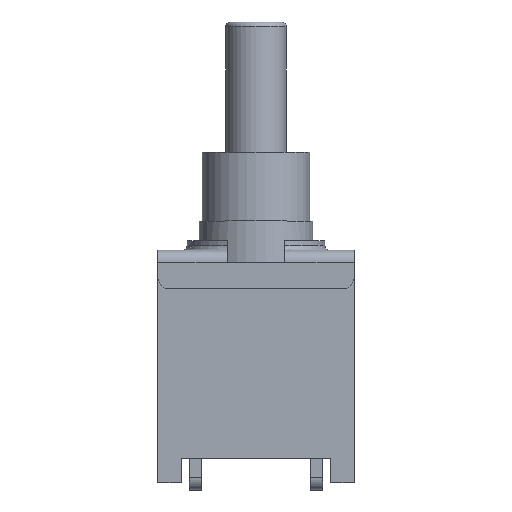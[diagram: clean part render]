
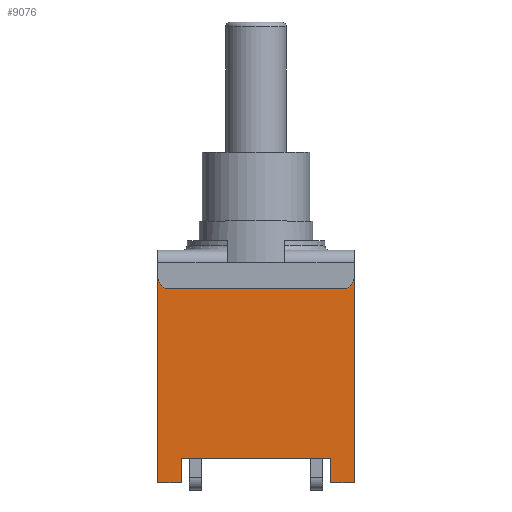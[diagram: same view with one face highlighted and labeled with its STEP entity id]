
A CAD part, top view. The second image highlights one B-rep face of the part: STEP entity #9076.
In plain terms, the highlighted planar face has unit normal (0, 0, 1).
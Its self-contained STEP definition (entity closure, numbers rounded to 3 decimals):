
#1891 = PLANE('',#1892);
#1892 = AXIS2_PLACEMENT_3D('',#1893,#1894,#1895);
#1893 = CARTESIAN_POINT('',(-4.125,8.791,0.639));
#1894 = DIRECTION('',(0.,-1.,0.));
#1895 = DIRECTION('',(1.,0.,0.));
#2200 = PLANE('',#2201);
#2201 = AXIS2_PLACEMENT_3D('',#2202,#2203,#2204);
#2202 = CARTESIAN_POINT('',(-4.125,0.591,0.639));
#2203 = DIRECTION('',(0.,-1.,0.));
#2204 = DIRECTION('',(1.,0.,0.));
#2382 = PLANE('',#2383);
#2383 = AXIS2_PLACEMENT_3D('',#2384,#2385,#2386);
#2384 = CARTESIAN_POINT('',(4.125,0.591,0.639));
#2385 = DIRECTION('',(-1.,0.,0.));
#2386 = DIRECTION('',(0.,-1.,0.));
#2423 = VERTEX_POINT('',#2424);
#2424 = CARTESIAN_POINT('',(3.125,0.591,6.339));
#2438 = PLANE('',#2439);
#2439 = AXIS2_PLACEMENT_3D('',#2440,#2441,#2442);
#2440 = CARTESIAN_POINT('',(3.125,-0.409,6.339));
#2441 = DIRECTION('',(1.,0.,0.));
#2442 = DIRECTION('',(0.,0.,-1.));
#2450 = EDGE_CURVE('',#2423,#2451,#2453,.T.);
#2451 = VERTEX_POINT('',#2452);
#2452 = CARTESIAN_POINT('',(-3.125,0.591,6.339));
#2453 = SURFACE_CURVE('',#2454,(#2458,#2465),.PCURVE_S1.);
#2454 = LINE('',#2455,#2456);
#2455 = CARTESIAN_POINT('',(4.125,0.591,6.339));
#2456 = VECTOR('',#2457,1.);
#2457 = DIRECTION('',(-1.,0.,0.));
#2458 = PCURVE('',#2200,#2459);
#2459 = DEFINITIONAL_REPRESENTATION('',(#2460),#2464);
#2460 = LINE('',#2461,#2462);
#2461 = CARTESIAN_POINT('',(8.25,5.7));
#2462 = VECTOR('',#2463,1.);
#2463 = DIRECTION('',(-1.,0.));
#2464 = ( GEOMETRIC_REPRESENTATION_CONTEXT(2) 
PARAMETRIC_REPRESENTATION_CONTEXT() REPRESENTATION_CONTEXT('2D SPACE',''
  ) );
#2465 = PCURVE('',#2466,#2471);
#2466 = PLANE('',#2467);
#2467 = AXIS2_PLACEMENT_3D('',#2468,#2469,#2470);
#2468 = CARTESIAN_POINT('',(4.125,0.591,6.339));
#2469 = DIRECTION('',(0.,0.,-1.));
#2470 = DIRECTION('',(-1.,0.,0.));
#2471 = DEFINITIONAL_REPRESENTATION('',(#2472),#2476);
#2472 = LINE('',#2473,#2474);
#2473 = CARTESIAN_POINT('',(0.,0.));
#2474 = VECTOR('',#2475,1.);
#2475 = DIRECTION('',(1.,0.));
#2476 = ( GEOMETRIC_REPRESENTATION_CONTEXT(2) 
PARAMETRIC_REPRESENTATION_CONTEXT() REPRESENTATION_CONTEXT('2D SPACE',''
  ) );
#2494 = PLANE('',#2495);
#2495 = AXIS2_PLACEMENT_3D('',#2496,#2497,#2498);
#2496 = CARTESIAN_POINT('',(-3.125,-0.409,5.339));
#2497 = DIRECTION('',(-1.,0.,0.));
#2498 = DIRECTION('',(0.,0.,1.));
#2550 = PLANE('',#2551);
#2551 = AXIS2_PLACEMENT_3D('',#2552,#2553,#2554);
#2552 = CARTESIAN_POINT('',(-4.125,0.591,6.339));
#2553 = DIRECTION('',(1.,0.,0.));
#2554 = DIRECTION('',(0.,0.,-1.));
#8589 = VERTEX_POINT('',#8590);
#8590 = CARTESIAN_POINT('',(-4.125,8.791,6.339));
#8613 = EDGE_CURVE('',#8614,#8589,#8616,.T.);
#8614 = VERTEX_POINT('',#8615);
#8615 = CARTESIAN_POINT('',(4.125,8.791,6.339));
#8616 = SURFACE_CURVE('',#8617,(#8621,#8628),.PCURVE_S1.);
#8617 = LINE('',#8618,#8619);
#8618 = CARTESIAN_POINT('',(4.125,8.791,6.339));
#8619 = VECTOR('',#8620,1.);
#8620 = DIRECTION('',(-1.,0.,0.));
#8621 = PCURVE('',#1891,#8622);
#8622 = DEFINITIONAL_REPRESENTATION('',(#8623),#8627);
#8623 = LINE('',#8624,#8625);
#8624 = CARTESIAN_POINT('',(8.25,5.7));
#8625 = VECTOR('',#8626,1.);
#8626 = DIRECTION('',(-1.,0.));
#8627 = ( GEOMETRIC_REPRESENTATION_CONTEXT(2) 
PARAMETRIC_REPRESENTATION_CONTEXT() REPRESENTATION_CONTEXT('2D SPACE',''
  ) );
#8628 = PCURVE('',#2466,#8629);
#8629 = DEFINITIONAL_REPRESENTATION('',(#8630),#8634);
#8630 = LINE('',#8631,#8632);
#8631 = CARTESIAN_POINT('',(0.,8.2));
#8632 = VECTOR('',#8633,1.);
#8633 = DIRECTION('',(1.,0.));
#8634 = ( GEOMETRIC_REPRESENTATION_CONTEXT(2) 
PARAMETRIC_REPRESENTATION_CONTEXT() REPRESENTATION_CONTEXT('2D SPACE',''
  ) );
#8785 = VERTEX_POINT('',#8786);
#8786 = CARTESIAN_POINT('',(-4.125,-0.409,6.339));
#8800 = PLANE('',#8801);
#8801 = AXIS2_PLACEMENT_3D('',#8802,#8803,#8804);
#8802 = CARTESIAN_POINT('',(-4.125,-0.409,5.339));
#8803 = DIRECTION('',(0.,-1.,0.));
#8804 = DIRECTION('',(1.,0.,0.));
#8812 = EDGE_CURVE('',#8785,#8589,#8813,.T.);
#8813 = SURFACE_CURVE('',#8814,(#8818,#8825),.PCURVE_S1.);
#8814 = LINE('',#8815,#8816);
#8815 = CARTESIAN_POINT('',(-4.125,0.591,6.339));
#8816 = VECTOR('',#8817,1.);
#8817 = DIRECTION('',(0.,1.,0.));
#8818 = PCURVE('',#2550,#8819);
#8819 = DEFINITIONAL_REPRESENTATION('',(#8820),#8824);
#8820 = LINE('',#8821,#8822);
#8821 = CARTESIAN_POINT('',(0.,0.));
#8822 = VECTOR('',#8823,1.);
#8823 = DIRECTION('',(0.,1.));
#8824 = ( GEOMETRIC_REPRESENTATION_CONTEXT(2) 
PARAMETRIC_REPRESENTATION_CONTEXT() REPRESENTATION_CONTEXT('2D SPACE',''
  ) );
#8825 = PCURVE('',#2466,#8826);
#8826 = DEFINITIONAL_REPRESENTATION('',(#8827),#8831);
#8827 = LINE('',#8828,#8829);
#8828 = CARTESIAN_POINT('',(8.25,0.));
#8829 = VECTOR('',#8830,1.);
#8830 = DIRECTION('',(0.,1.));
#8831 = ( GEOMETRIC_REPRESENTATION_CONTEXT(2) 
PARAMETRIC_REPRESENTATION_CONTEXT() REPRESENTATION_CONTEXT('2D SPACE',''
  ) );
#8959 = EDGE_CURVE('',#8960,#8614,#8962,.T.);
#8960 = VERTEX_POINT('',#8961);
#8961 = CARTESIAN_POINT('',(4.125,-0.409,6.339));
#8962 = SURFACE_CURVE('',#8963,(#8967,#8974),.PCURVE_S1.);
#8963 = LINE('',#8964,#8965);
#8964 = CARTESIAN_POINT('',(4.125,0.591,6.339));
#8965 = VECTOR('',#8966,1.);
#8966 = DIRECTION('',(0.,1.,0.));
#8967 = PCURVE('',#2382,#8968);
#8968 = DEFINITIONAL_REPRESENTATION('',(#8969),#8973);
#8969 = LINE('',#8970,#8971);
#8970 = CARTESIAN_POINT('',(0.,5.7));
#8971 = VECTOR('',#8972,1.);
#8972 = DIRECTION('',(-1.,0.));
#8973 = ( GEOMETRIC_REPRESENTATION_CONTEXT(2) 
PARAMETRIC_REPRESENTATION_CONTEXT() REPRESENTATION_CONTEXT('2D SPACE',''
  ) );
#8974 = PCURVE('',#2466,#8975);
#8975 = DEFINITIONAL_REPRESENTATION('',(#8976),#8980);
#8976 = LINE('',#8977,#8978);
#8977 = CARTESIAN_POINT('',(0.,0.));
#8978 = VECTOR('',#8979,1.);
#8979 = DIRECTION('',(0.,1.));
#8980 = ( GEOMETRIC_REPRESENTATION_CONTEXT(2) 
PARAMETRIC_REPRESENTATION_CONTEXT() REPRESENTATION_CONTEXT('2D SPACE',''
  ) );
#8998 = PLANE('',#8999);
#8999 = AXIS2_PLACEMENT_3D('',#9000,#9001,#9002);
#9000 = CARTESIAN_POINT('',(3.125,-0.409,5.339));
#9001 = DIRECTION('',(0.,-1.,0.));
#9002 = DIRECTION('',(1.,0.,0.));
#9076 = ADVANCED_FACE('',(#9077),#2466,.F.);
#9077 = FACE_BOUND('',#9078,.T.);
#9078 = EDGE_LOOP('',(#9079,#9080,#9081,#9104,#9125,#9126,#9149,#9170));
#9079 = ORIENTED_EDGE('',*,*,#8613,.T.);
#9080 = ORIENTED_EDGE('',*,*,#8812,.F.);
#9081 = ORIENTED_EDGE('',*,*,#9082,.F.);
#9082 = EDGE_CURVE('',#9083,#8785,#9085,.T.);
#9083 = VERTEX_POINT('',#9084);
#9084 = CARTESIAN_POINT('',(-3.125,-0.409,6.339));
#9085 = SURFACE_CURVE('',#9086,(#9090,#9097),.PCURVE_S1.);
#9086 = LINE('',#9087,#9088);
#9087 = CARTESIAN_POINT('',(-3.125,-0.409,6.339));
#9088 = VECTOR('',#9089,1.);
#9089 = DIRECTION('',(-1.,0.,0.));
#9090 = PCURVE('',#2466,#9091);
#9091 = DEFINITIONAL_REPRESENTATION('',(#9092),#9096);
#9092 = LINE('',#9093,#9094);
#9093 = CARTESIAN_POINT('',(7.25,-1.));
#9094 = VECTOR('',#9095,1.);
#9095 = DIRECTION('',(1.,0.));
#9096 = ( GEOMETRIC_REPRESENTATION_CONTEXT(2) 
PARAMETRIC_REPRESENTATION_CONTEXT() REPRESENTATION_CONTEXT('2D SPACE',''
  ) );
#9097 = PCURVE('',#8800,#9098);
#9098 = DEFINITIONAL_REPRESENTATION('',(#9099),#9103);
#9099 = LINE('',#9100,#9101);
#9100 = CARTESIAN_POINT('',(1.,1.));
#9101 = VECTOR('',#9102,1.);
#9102 = DIRECTION('',(-1.,0.));
#9103 = ( GEOMETRIC_REPRESENTATION_CONTEXT(2) 
PARAMETRIC_REPRESENTATION_CONTEXT() REPRESENTATION_CONTEXT('2D SPACE',''
  ) );
#9104 = ORIENTED_EDGE('',*,*,#9105,.T.);
#9105 = EDGE_CURVE('',#9083,#2451,#9106,.T.);
#9106 = SURFACE_CURVE('',#9107,(#9111,#9118),.PCURVE_S1.);
#9107 = LINE('',#9108,#9109);
#9108 = CARTESIAN_POINT('',(-3.125,-0.409,6.339));
#9109 = VECTOR('',#9110,1.);
#9110 = DIRECTION('',(0.,1.,0.));
#9111 = PCURVE('',#2466,#9112);
#9112 = DEFINITIONAL_REPRESENTATION('',(#9113),#9117);
#9113 = LINE('',#9114,#9115);
#9114 = CARTESIAN_POINT('',(7.25,-1.));
#9115 = VECTOR('',#9116,1.);
#9116 = DIRECTION('',(0.,1.));
#9117 = ( GEOMETRIC_REPRESENTATION_CONTEXT(2) 
PARAMETRIC_REPRESENTATION_CONTEXT() REPRESENTATION_CONTEXT('2D SPACE',''
  ) );
#9118 = PCURVE('',#2494,#9119);
#9119 = DEFINITIONAL_REPRESENTATION('',(#9120),#9124);
#9120 = LINE('',#9121,#9122);
#9121 = CARTESIAN_POINT('',(1.,0.));
#9122 = VECTOR('',#9123,1.);
#9123 = DIRECTION('',(0.,1.));
#9124 = ( GEOMETRIC_REPRESENTATION_CONTEXT(2) 
PARAMETRIC_REPRESENTATION_CONTEXT() REPRESENTATION_CONTEXT('2D SPACE',''
  ) );
#9125 = ORIENTED_EDGE('',*,*,#2450,.F.);
#9126 = ORIENTED_EDGE('',*,*,#9127,.F.);
#9127 = EDGE_CURVE('',#9128,#2423,#9130,.T.);
#9128 = VERTEX_POINT('',#9129);
#9129 = CARTESIAN_POINT('',(3.125,-0.409,6.339));
#9130 = SURFACE_CURVE('',#9131,(#9135,#9142),.PCURVE_S1.);
#9131 = LINE('',#9132,#9133);
#9132 = CARTESIAN_POINT('',(3.125,-0.409,6.339));
#9133 = VECTOR('',#9134,1.);
#9134 = DIRECTION('',(0.,1.,0.));
#9135 = PCURVE('',#2466,#9136);
#9136 = DEFINITIONAL_REPRESENTATION('',(#9137),#9141);
#9137 = LINE('',#9138,#9139);
#9138 = CARTESIAN_POINT('',(1.,-1.));
#9139 = VECTOR('',#9140,1.);
#9140 = DIRECTION('',(0.,1.));
#9141 = ( GEOMETRIC_REPRESENTATION_CONTEXT(2) 
PARAMETRIC_REPRESENTATION_CONTEXT() REPRESENTATION_CONTEXT('2D SPACE',''
  ) );
#9142 = PCURVE('',#2438,#9143);
#9143 = DEFINITIONAL_REPRESENTATION('',(#9144),#9148);
#9144 = LINE('',#9145,#9146);
#9145 = CARTESIAN_POINT('',(0.,0.));
#9146 = VECTOR('',#9147,1.);
#9147 = DIRECTION('',(0.,1.));
#9148 = ( GEOMETRIC_REPRESENTATION_CONTEXT(2) 
PARAMETRIC_REPRESENTATION_CONTEXT() REPRESENTATION_CONTEXT('2D SPACE',''
  ) );
#9149 = ORIENTED_EDGE('',*,*,#9150,.F.);
#9150 = EDGE_CURVE('',#8960,#9128,#9151,.T.);
#9151 = SURFACE_CURVE('',#9152,(#9156,#9163),.PCURVE_S1.);
#9152 = LINE('',#9153,#9154);
#9153 = CARTESIAN_POINT('',(4.125,-0.409,6.339));
#9154 = VECTOR('',#9155,1.);
#9155 = DIRECTION('',(-1.,0.,0.));
#9156 = PCURVE('',#2466,#9157);
#9157 = DEFINITIONAL_REPRESENTATION('',(#9158),#9162);
#9158 = LINE('',#9159,#9160);
#9159 = CARTESIAN_POINT('',(0.,-1.));
#9160 = VECTOR('',#9161,1.);
#9161 = DIRECTION('',(1.,0.));
#9162 = ( GEOMETRIC_REPRESENTATION_CONTEXT(2) 
PARAMETRIC_REPRESENTATION_CONTEXT() REPRESENTATION_CONTEXT('2D SPACE',''
  ) );
#9163 = PCURVE('',#8998,#9164);
#9164 = DEFINITIONAL_REPRESENTATION('',(#9165),#9169);
#9165 = LINE('',#9166,#9167);
#9166 = CARTESIAN_POINT('',(1.,1.));
#9167 = VECTOR('',#9168,1.);
#9168 = DIRECTION('',(-1.,0.));
#9169 = ( GEOMETRIC_REPRESENTATION_CONTEXT(2) 
PARAMETRIC_REPRESENTATION_CONTEXT() REPRESENTATION_CONTEXT('2D SPACE',''
  ) );
#9170 = ORIENTED_EDGE('',*,*,#8959,.T.);
